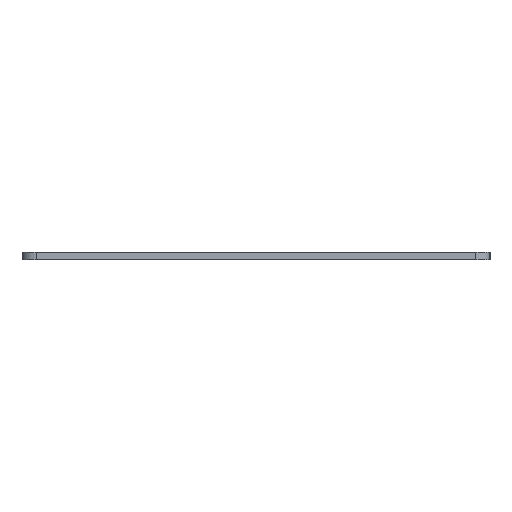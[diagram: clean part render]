
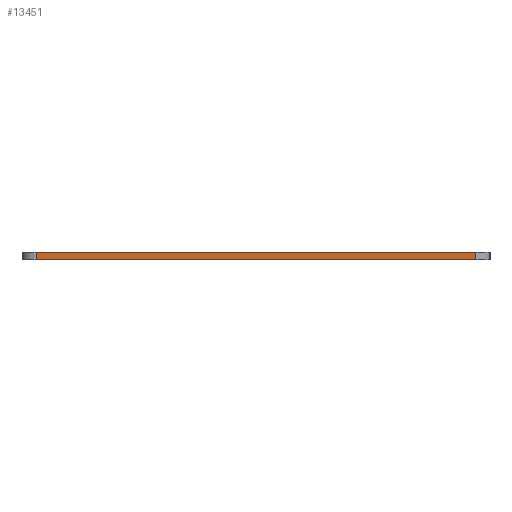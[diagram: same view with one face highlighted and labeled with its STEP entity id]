
A CAD part, left-side view. The second image highlights one B-rep face of the part: STEP entity #13451.
In plain terms, the highlighted planar face has unit normal (-1, 0, 0).
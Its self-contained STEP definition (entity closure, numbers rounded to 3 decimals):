
#1227=FACE_OUTER_BOUND('',#2077,.T.);
#2077=EDGE_LOOP('',(#10357,#10358,#10359,#10360));
#2768=LINE('',#19718,#4142);
#2771=LINE('',#19729,#4145);
#3110=LINE('',#21096,#4484);
#3452=LINE('',#22471,#4826);
#4142=VECTOR('',#15562,1.);
#4145=VECTOR('',#15573,1.);
#4484=VECTOR('',#16602,10.);
#4826=VECTOR('',#17640,1.);
#5517=VERTEX_POINT('',#19715);
#5518=VERTEX_POINT('',#19717);
#5522=VERTEX_POINT('',#19727);
#6205=VERTEX_POINT('',#21095);
#6899=EDGE_CURVE('',#5517,#5518,#2768,.T.);
#6905=EDGE_CURVE('',#5517,#5522,#2771,.T.);
#7588=EDGE_CURVE('',#5518,#6205,#3110,.F.);
#8276=EDGE_CURVE('',#5522,#6205,#3452,.T.);
#10357=ORIENTED_EDGE('',*,*,#6899,.F.);
#10358=ORIENTED_EDGE('',*,*,#6905,.T.);
#10359=ORIENTED_EDGE('',*,*,#8276,.T.);
#10360=ORIENTED_EDGE('',*,*,#7588,.F.);
#13105=PLANE('',#14854);
#13451=ADVANCED_FACE('',(#1227),#13105,.F.);
#14854=AXIS2_PLACEMENT_3D('',#22470,#17638,#17639);
#15562=DIRECTION('',(0.,0.,1.));
#15573=DIRECTION('',(0.,-1.,0.));
#16602=DIRECTION('',(0.,1.,0.));
#17638=DIRECTION('center_axis',(1.,0.,0.));
#17639=DIRECTION('ref_axis',(0.,-1.,0.));
#17640=DIRECTION('',(0.,0.,1.));
#19715=CARTESIAN_POINT('',(0.,-3.,0.));
#19717=CARTESIAN_POINT('',(0.,-3.,1.5));
#19718=CARTESIAN_POINT('',(0.,-3.,0.));
#19727=CARTESIAN_POINT('',(0.,-95.3,0.));
#19729=CARTESIAN_POINT('',(0.,-3.,0.));
#21095=CARTESIAN_POINT('',(0.,-95.3,1.5));
#21096=CARTESIAN_POINT('',(0.,-26.075,1.5));
#22470=CARTESIAN_POINT('Origin',(0.,-3.,0.));
#22471=CARTESIAN_POINT('',(0.,-95.3,0.));
